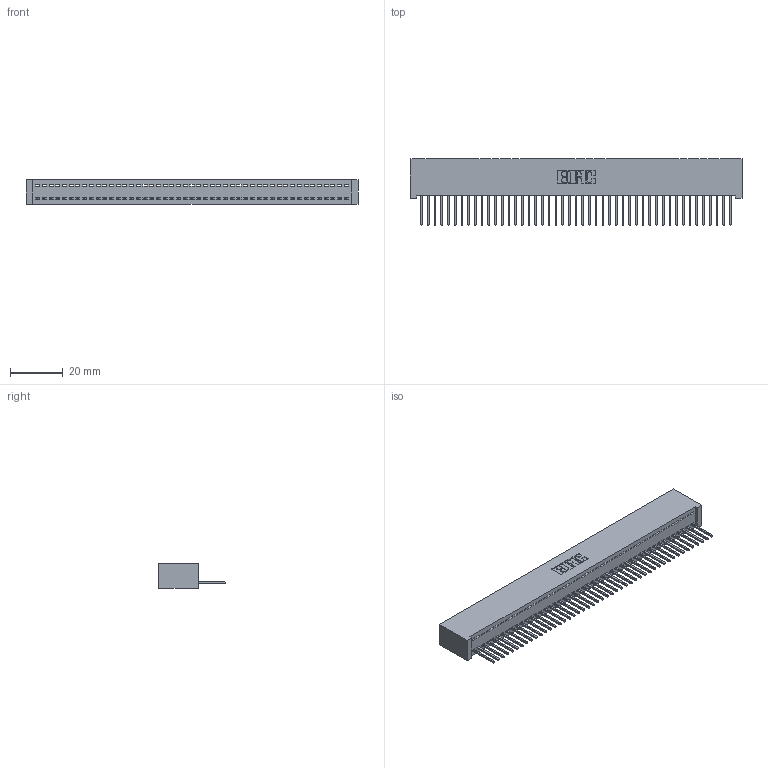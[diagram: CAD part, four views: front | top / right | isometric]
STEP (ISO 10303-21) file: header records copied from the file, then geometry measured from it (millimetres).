
FILE_DESCRIPTION (( 'STEP AP203' ), '1' );
FILE_NAME ('392-047-523-101.STEP', '2018-08-16T20:43:48', ( '' ), ( '' ), 'SwSTEP 2.0', 'SolidWorks 2016', '' );
FILE_SCHEMA (( 'CONFIG_CONTROL_DESIGN' ));
Length unit declared in the file: inch
Products named in the file (3): 342 Part_Lugless; 345-292-001_345-293-123; 392-047-523-101
Assembly tree (48 placements, depth 2):
  392-047-523-101
    342 Part_Lugless
    345-292-001_345-293-123  x47
Bounding box: 125.63 x 25.15 x 9.4 mm (x, y, z)
Volume: 11424.3 mm3; surface area: 17237.5 mm2
Topology: 48 solids, 48 shells, 2828 faces, 8547 edges, 5634 vertices
Faces by surface type: plane 2036, cylinder 792
Entity records: 27695 total; most frequent: CARTESIAN_POINT 4783, ORIENTED_EDGE 4766, DIRECTION 4017, EDGE_CURVE 2383, VECTOR 2263, LINE 2263, VERTEX_POINT 1586, AXIS2_PLACEMENT_3D 877
